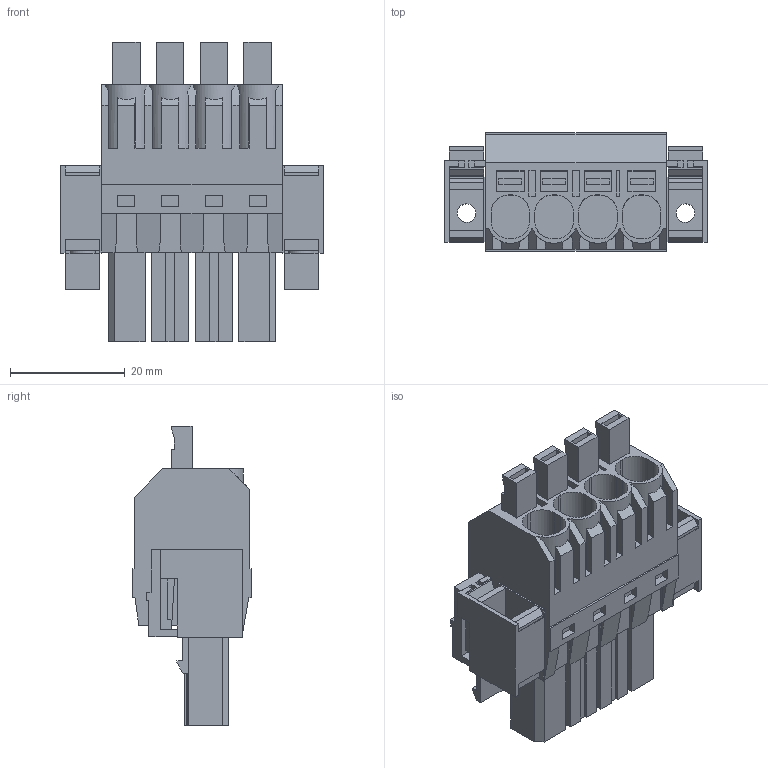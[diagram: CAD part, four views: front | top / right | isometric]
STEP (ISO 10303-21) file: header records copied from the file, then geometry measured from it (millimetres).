
FILE_DESCRIPTION(('CATIA V5 STEP','CAx-IF Rec.Pracs.--- Model Styling and Organization---1.4--- 2014-01-23'),'2;1');
FILE_NAME ('D1452784_2_1547530000_1547530000.stp','2024-03-18T12:33:08+00:00',('none'),('Weidmueller'),'CATIA Version 5-6 Release 2016 SP3 HF44','CATIA V5 STEP AP214','none');
FILE_SCHEMA(('AUTOMOTIVE_DESIGN { 1 0 10303 214 1 1 1 1 }'));
Length unit declared in the file: millimetre
Products named in the file (1): 1547530000
Bounding box: 45.72 x 20.6 x 52.11 mm (x, y, z)
Volume: 20116.7 mm3; surface area: 13166.6 mm2
Topology: 7 solids, 7 shells, 581 faces, 1646 edges, 1108 vertices
Faces by surface type: plane 553, cylinder 28
Entity records: 18052 total; most frequent: CARTESIAN_POINT 3432, ORIENTED_EDGE 3292, DIRECTION 2465, EDGE_CURVE 1646, VECTOR 1574, LINE 1574, VERTEX_POINT 1108, EDGE_LOOP 618
